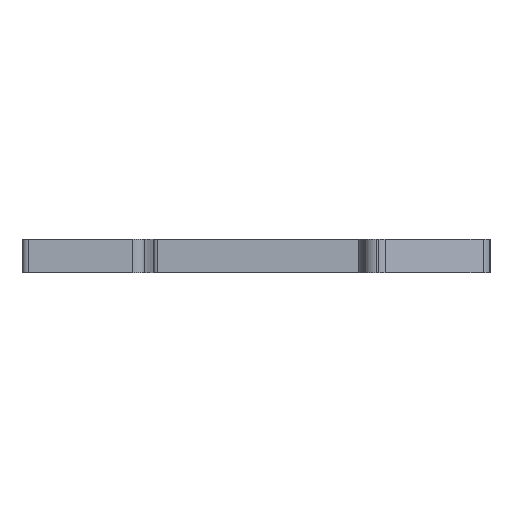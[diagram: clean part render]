
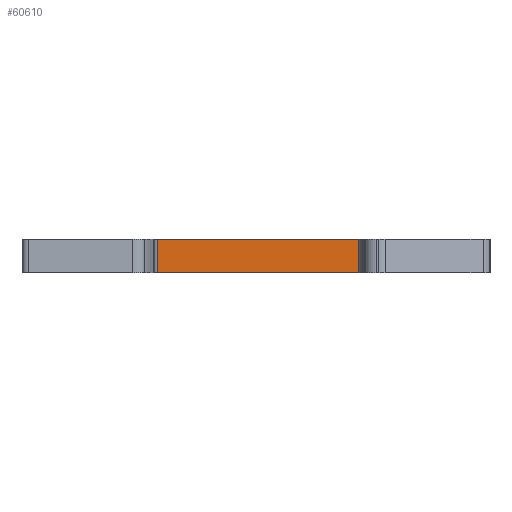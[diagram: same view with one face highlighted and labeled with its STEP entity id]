
A CAD part, front view. The second image highlights one B-rep face of the part: STEP entity #60610.
In plain terms, the highlighted face is planar.
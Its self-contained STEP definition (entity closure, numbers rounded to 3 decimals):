
#37270=CARTESIAN_POINT('',(20.815,2.387,
0.));
#37280=DIRECTION('',(0.,0.,-1.));
#37290=VECTOR('',#37280,1.);
#37300=LINE('',#37270,#37290);
#37310=CARTESIAN_POINT('',(20.815,2.387,
0.));
#37320=VERTEX_POINT('',#37310);
#37330=CARTESIAN_POINT('',(20.815,2.387,
-5.15));
#37340=VERTEX_POINT('',#37330);
#37350=EDGE_CURVE('',#37320,#37340,#37300,.T.);
#44490=CARTESIAN_POINT('',(0.,-0.169,-5.15));
#44500=DIRECTION('',(-0.993,-0.122,0.));
#44510=VECTOR('',#44500,1.);
#44520=LINE('',#44490,#44510);
#44530=CARTESIAN_POINT('',(53.021,6.341,
-5.15));
#44540=VERTEX_POINT('',#44530);
#44550=EDGE_CURVE('',#44540,#37340,#44520,.T.);
#59650=CARTESIAN_POINT('',(53.021,6.341,
0.));
#59660=DIRECTION('',(0.,0.,-1.));
#59670=VECTOR('',#59660,1.);
#59680=LINE('',#59650,#59670);
#59690=CARTESIAN_POINT('',(53.021,6.341,
0.));
#59700=VERTEX_POINT('',#59690);
#59710=EDGE_CURVE('',#59700,#44540,#59680,.T.);
#60450=CARTESIAN_POINT('',(20.815,2.387,
0.));
#60460=DIRECTION('',(0.122,-0.993,0.));
#60470=DIRECTION('',(-0.993,-0.122,0.));
#60480=AXIS2_PLACEMENT_3D('',#60450,#60460,#60470);
#60490=PLANE('',#60480);
#60500=ORIENTED_EDGE('',*,*,#37350,.T.);
#60510=CARTESIAN_POINT('',(0.,-0.169,0.));
#60520=DIRECTION('',(-0.993,-0.122,0.));
#60530=VECTOR('',#60520,1.);
#60540=LINE('',#60510,#60530);
#60550=EDGE_CURVE('',#59700,#37320,#60540,.T.);
#60560=ORIENTED_EDGE('',*,*,#60550,.T.);
#60570=ORIENTED_EDGE('',*,*,#59710,.F.);
#60580=ORIENTED_EDGE('',*,*,#44550,.F.);
#60590=EDGE_LOOP('',(#60580,#60570,#60560,#60500));
#60600=FACE_OUTER_BOUND('',#60590,.T.);
#60610=ADVANCED_FACE('',(#60600),#60490,.T.);
